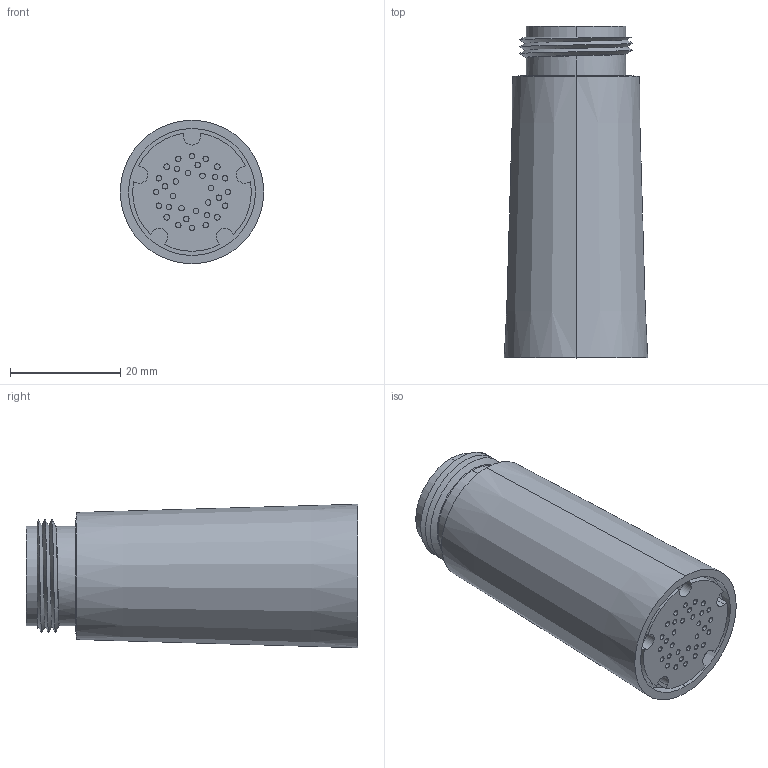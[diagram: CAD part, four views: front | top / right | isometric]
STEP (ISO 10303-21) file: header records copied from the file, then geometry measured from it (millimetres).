
FILE_DESCRIPTION (( 'STEP AP203' ), '1' );
FILE_NAME ('99Z304408.STEP', '2025-07-07T10:45:58', ( '' ), ( '' ), 'SwSTEP 2.0', 'SolidWorks 2021', '' );
FILE_SCHEMA (( 'CONFIG_CONTROL_DESIGN' ));
Length unit declared in the file: millimetre
Products named in the file (1): 99Z304408
Bounding box: 26 x 60.1 x 26 mm (x, y, z)
Volume: 20913.9 mm3; surface area: 9133.7 mm2
Topology: 4 solids, 4 shells, 123 faces, 329 edges, 219 vertices
Faces by surface type: cylinder 94, plane 24, bspline 3, cone 2
Entity records: 4747 total; most frequent: CARTESIAN_POINT 1301, DIRECTION 753, ORIENTED_EDGE 658, EDGE_CURVE 329, AXIS2_PLACEMENT_3D 311, VERTEX_POINT 219, EDGE_LOOP 196, CIRCLE 190
